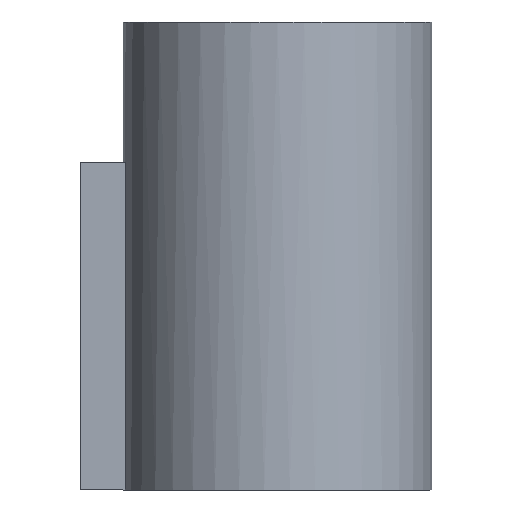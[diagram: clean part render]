
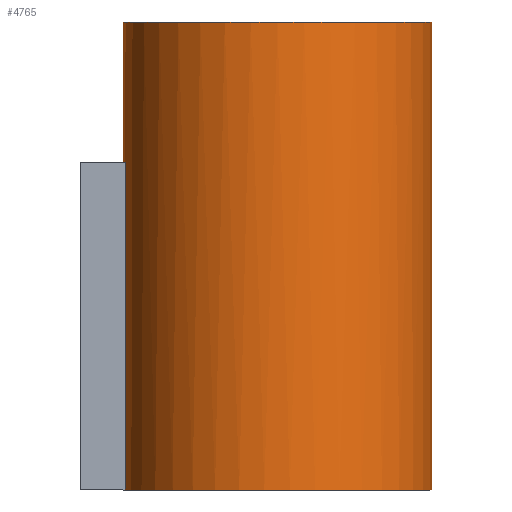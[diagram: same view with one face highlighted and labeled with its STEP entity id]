
A CAD part, front view. The second image highlights one B-rep face of the part: STEP entity #4765.
In plain terms, the highlighted cylindrical face has radius 5.5 mm (diameter 11 mm), a full revolution.
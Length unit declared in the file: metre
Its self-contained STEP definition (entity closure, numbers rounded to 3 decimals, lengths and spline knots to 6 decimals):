
#12=CYLINDRICAL_SURFACE('',#5025,0.0055);
#13=CIRCLE('',#5024,0.0055);
#14=CIRCLE('',#5026,0.0055);
#15=CIRCLE('',#5027,0.0055);
#16=CIRCLE('',#5028,0.0055);
#17=CIRCLE('',#5029,0.0055);
#202=ORIENTED_EDGE('',*,*,#1522,.F.);
#203=ORIENTED_EDGE('',*,*,#1614,.F.);
#204=ORIENTED_EDGE('',*,*,#1615,.T.);
#205=ORIENTED_EDGE('',*,*,#1616,.T.);
#206=ORIENTED_EDGE('',*,*,#1617,.F.);
#207=ORIENTED_EDGE('',*,*,#1618,.F.);
#208=ORIENTED_EDGE('',*,*,#1619,.T.);
#209=ORIENTED_EDGE('',*,*,#1620,.T.);
#210=ORIENTED_EDGE('',*,*,#1621,.F.);
#1522=EDGE_CURVE('',#2228,#2228,#13,.T.);
#1614=EDGE_CURVE('',#2320,#2321,#14,.F.);
#1615=EDGE_CURVE('',#2320,#2322,#2790,.F.);
#1616=EDGE_CURVE('',#2322,#2323,#15,.F.);
#1617=EDGE_CURVE('',#2324,#2323,#2791,.F.);
#1618=EDGE_CURVE('',#2325,#2324,#16,.F.);
#1619=EDGE_CURVE('',#2325,#2326,#2792,.F.);
#1620=EDGE_CURVE('',#2326,#2327,#17,.F.);
#1621=EDGE_CURVE('',#2321,#2327,#2793,.F.);
#2228=VERTEX_POINT('',#6666);
#2320=VERTEX_POINT('',#6851);
#2321=VERTEX_POINT('',#6852);
#2322=VERTEX_POINT('',#6854);
#2323=VERTEX_POINT('',#6856);
#2324=VERTEX_POINT('',#6858);
#2325=VERTEX_POINT('',#6860);
#2326=VERTEX_POINT('',#6862);
#2327=VERTEX_POINT('',#6864);
#2790=LINE('',#6853,#3491);
#2791=LINE('',#6857,#3492);
#2792=LINE('',#6861,#3493);
#2793=LINE('',#6865,#3494);
#3491=VECTOR('',#5467,1.);
#3492=VECTOR('',#5470,1.);
#3493=VECTOR('',#5473,1.);
#3494=VECTOR('',#5476,1.);
#4016=EDGE_LOOP('',(#202));
#4017=EDGE_LOOP('',(#203,#204,#205,#206,#207,#208,#209,#210));
#4271=FACE_BOUND('',#4016,.T.);
#4272=FACE_BOUND('',#4017,.T.);
#4765=ADVANCED_FACE('',(#4271,#4272),#12,.T.);
#5024=AXIS2_PLACEMENT_3D('',#6665,#5370,#5371);
#5025=AXIS2_PLACEMENT_3D('',#6849,#5463,#5464);
#5026=AXIS2_PLACEMENT_3D('',#6850,#5465,#5466);
#5027=AXIS2_PLACEMENT_3D('',#6855,#5468,#5469);
#5028=AXIS2_PLACEMENT_3D('',#6859,#5471,#5472);
#5029=AXIS2_PLACEMENT_3D('',#6863,#5474,#5475);
#5370=DIRECTION('',(0.,0.,1.));
#5371=DIRECTION('',(1.,0.,0.));
#5463=DIRECTION('',(0.,0.,1.));
#5464=DIRECTION('',(1.,0.,0.));
#5465=DIRECTION('',(0.,0.,1.));
#5466=DIRECTION('',(1.,0.,0.));
#5467=DIRECTION('',(0.,0.,1.));
#5468=DIRECTION('',(0.,0.,-1.));
#5469=DIRECTION('',(-1.,0.,0.));
#5470=DIRECTION('',(0.,0.,1.));
#5471=DIRECTION('',(0.,0.,1.));
#5472=DIRECTION('',(1.,0.,0.));
#5473=DIRECTION('',(0.,0.,1.));
#5474=DIRECTION('',(0.,0.,-1.));
#5475=DIRECTION('',(-1.,0.,0.));
#5476=DIRECTION('',(0.,0.,1.));
#6665=CARTESIAN_POINT('',(0.151049,-0.132514,0.023773));
#6666=CARTESIAN_POINT('',(0.156549,-0.132514,0.023773));
#6849=CARTESIAN_POINT('',(0.151049,-0.132514,-0.388279));
#6850=CARTESIAN_POINT('',(0.151049,-0.132514,0.018773));
#6851=CARTESIAN_POINT('',(0.150174,-0.127084,0.018773));
#6852=CARTESIAN_POINT('',(0.151924,-0.127084,0.018773));
#6853=CARTESIAN_POINT('',(0.150174,-0.127084,-0.388279));
#6854=CARTESIAN_POINT('',(0.150174,-0.127084,0.007091));
#6855=CARTESIAN_POINT('',(0.151049,-0.132514,0.007091));
#6856=CARTESIAN_POINT('',(0.145619,-0.131639,0.007091));
#6857=CARTESIAN_POINT('',(0.145619,-0.131639,-0.388279));
#6858=CARTESIAN_POINT('',(0.145619,-0.131639,0.018773));
#6859=CARTESIAN_POINT('',(0.151049,-0.132514,0.018773));
#6860=CARTESIAN_POINT('',(0.145619,-0.133389,0.018773));
#6861=CARTESIAN_POINT('',(0.145619,-0.133389,-0.388279));
#6862=CARTESIAN_POINT('',(0.145619,-0.133389,0.007091));
#6863=CARTESIAN_POINT('',(0.151049,-0.132514,0.007091));
#6864=CARTESIAN_POINT('',(0.151924,-0.127084,0.007091));
#6865=CARTESIAN_POINT('',(0.151924,-0.127084,-0.388279));
